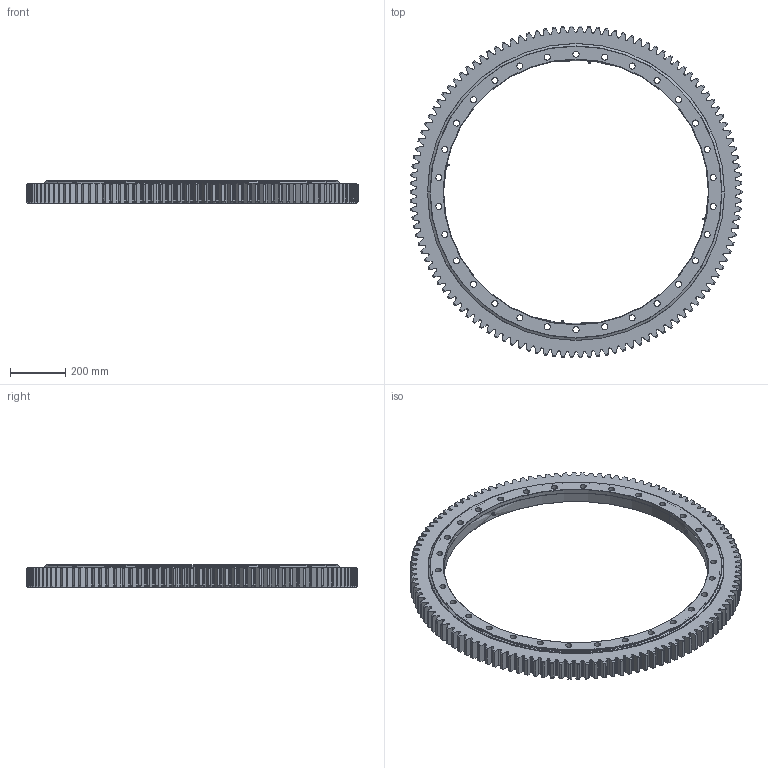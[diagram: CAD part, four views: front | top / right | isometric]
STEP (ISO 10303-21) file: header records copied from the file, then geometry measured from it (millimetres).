
FILE_DESCRIPTION (( 'STEP AP214' ), '1' );
FILE_NAME ('E.1200.25.00.B.STEP', '2018-04-13T08:02:12', ( '' ), ( '' ), 'SwSTEP 2.0', 'SolidWorks 2016', '' );
FILE_SCHEMA (( 'AUTOMOTIVE_DESIGN' ));
Length unit declared in the file: millimetre
Products named in the file (7): Grease nipple M10x1mm; C.1198.B25B.A3N.1 - IR Seal; C.1198.B25B.A3N.1 - IR; C.1198.B25B.A3N.1 - OR; C.1198.B25B.A3N.1 - OR Seal; Ball D25; E.1200.25.00.B
Assembly tree (121 placements, depth 2):
  E.1200.25.00.B
    C.1198.B25B.A3N.1 - IR
    C.1198.B25B.A3N.1 - OR
    Ball D25  x113
    C.1198.B25B.A3N.1 - IR Seal
    C.1198.B25B.A3N.1 - OR Seal
    Grease nipple M10x1mm  x4
Bounding box: 1198 x 1197.79 x 80 mm (x, y, z)
Volume: 21793741.5 mm3; surface area: 2630558 mm2
Topology: 121 solids, 121 shells, 1725 faces, 5012 edges, 3285 vertices
Faces by surface type: bspline 590, cone 390, cylinder 297, sphere 226, plane 174, torus 48
Entity records: 52123 total; most frequent: CARTESIAN_POINT 18248, ORIENTED_EDGE 7894, DIRECTION 5009, EDGE_CURVE 3947, VERTEX_POINT 2596, AXIS2_PLACEMENT_3D 1837, B_SPLINE_CURVE_WITH_KNOTS 1708, EDGE_LOOP 1513
